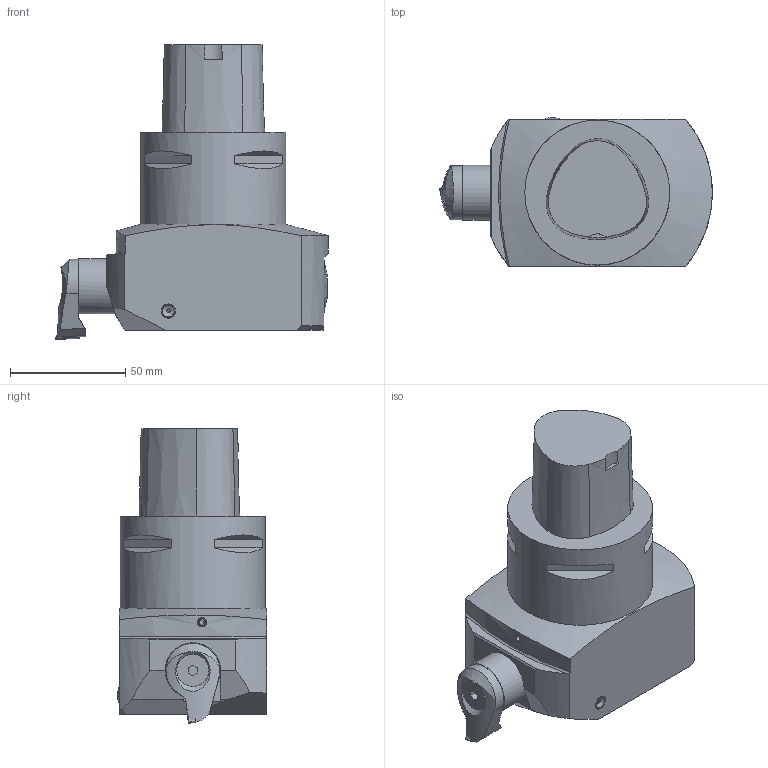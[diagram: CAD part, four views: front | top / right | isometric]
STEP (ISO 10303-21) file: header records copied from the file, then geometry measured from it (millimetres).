
FILE_DESCRIPTION(/* description */ ('3-D model version:1'),/* implementation_level */ '2;1');
FILE_NAME(/* name */ '825-137TC11-C6',/* time_stamp */ '2013-01-23T09:55:13+01:00',/* author */ ('InteractiveCad'),/* organization */ ('AB Sandvik Coromant'),/* preprocessor_version */ 'ST-DEVELOPER v11',/* originating_system */ 'SIEMENS UGS NX 6.0',/* authorisation */ '');
FILE_SCHEMA (('CONFIG_CONTROL_DESIGN'));
Length unit declared in the file: millimetre
Products named in the file (3): R825C_AF23STUC1103A_SIM; C6_R825C_AAH067A_SIM; 825_137TC11_C6_SIM
Assembly tree (2 placements, depth 2):
  825_137TC11_C6_SIM
    C6_R825C_AAH067A_SIM
    R825C_AF23STUC1103A_SIM
Bounding box: 118.5 x 64.75 x 128 mm (x, y, z)
Volume: 442438.7 mm3; surface area: 40352.4 mm2
Topology: 3 solids, 3 shells, 364 faces, 1014 edges, 672 vertices
Faces by surface type: plane 304, cone 27, cylinder 25, torus 3, extrusion 3, sphere 2
Full cylindrical faces by diameter (mm): 1.5 x1, 2.8 x1, 4 x2, 4.1 x1, 4.7 x1, 6 x1, 6.25 x1, 8 x1, 8.009 x1, 8.018 x1, 8.5 x1, 9.5 x1, 13.9 x1, 24 x1, 63 x1
Entity records: 11801 total; most frequent: CARTESIAN_POINT 2381, ORIENTED_EDGE 1926, DIRECTION 1790, EDGE_CURVE 963, VECTOR 702, LINE 699, VERTEX_POINT 655, AXIS2_PLACEMENT_3D 544
